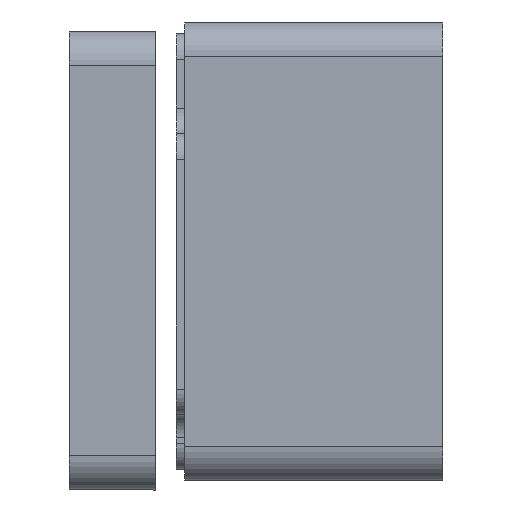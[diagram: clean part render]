
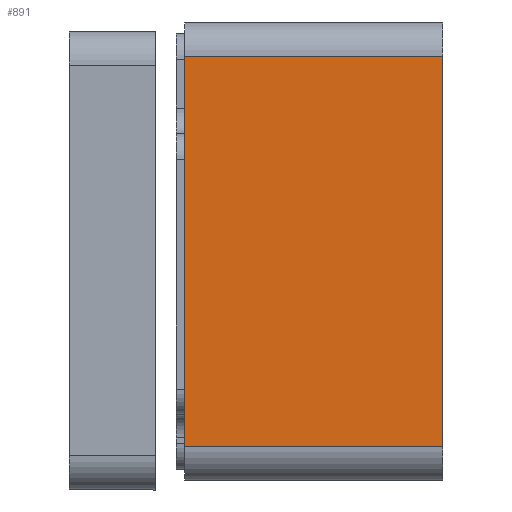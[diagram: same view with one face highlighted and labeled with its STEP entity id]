
A CAD part, left-side view. The second image highlights one B-rep face of the part: STEP entity #891.
In plain terms, the highlighted planar face has unit normal (-1, 0, 0).
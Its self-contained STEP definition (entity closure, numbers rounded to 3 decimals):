
#745 = LINE ( 'NONE', #13662, #17985 ) ;
#891 = ADVANCED_FACE ( 'NONE', ( #18765 ), #24195, .F. ) ;
#1167 = AXIS2_PLACEMENT_3D ( 'NONE', #18882, #12949, #2007 ) ;
#1211 = CARTESIAN_POINT ( 'NONE',  ( -70., 45., -34. ) ) ;
#2007 = DIRECTION ( 'NONE',  ( 0., 0., -1. ) ) ;
#2307 = CARTESIAN_POINT ( 'NONE',  ( -70., 45., 34. ) ) ;
#2988 = ORIENTED_EDGE ( 'NONE', *, *, #16528, .F. ) ;
#3094 = VECTOR ( 'NONE', #16019, 1000. ) ;
#3528 = ORIENTED_EDGE ( 'NONE', *, *, #22079, .T. ) ;
#5849 = DIRECTION ( 'NONE',  ( 0., 0., 1. ) ) ;
#5971 = VERTEX_POINT ( 'NONE', #6188 ) ;
#6188 = CARTESIAN_POINT ( 'NONE',  ( -70., 45., -34. ) ) ;
#6378 = EDGE_LOOP ( 'NONE', ( #16387, #7493, #2988, #3528 ) ) ;
#7493 = ORIENTED_EDGE ( 'NONE', *, *, #15979, .T. ) ;
#8572 = CARTESIAN_POINT ( 'NONE',  ( -70., 0., -34. ) ) ;
#8711 = VERTEX_POINT ( 'NONE', #2307 ) ;
#8929 = DIRECTION ( 'NONE',  ( 0., 0., 1. ) ) ;
#10601 = CARTESIAN_POINT ( 'NONE',  ( -70., 45., 34. ) ) ;
#11374 = VECTOR ( 'NONE', #8929, 1000. ) ;
#12233 = CARTESIAN_POINT ( 'NONE',  ( -70., 0., 34. ) ) ;
#12274 = LINE ( 'NONE', #1211, #23761 ) ;
#12616 = CARTESIAN_POINT ( 'NONE',  ( -70., 45., -40. ) ) ;
#12949 = DIRECTION ( 'NONE',  ( 1., 0., 0. ) ) ;
#13662 = CARTESIAN_POINT ( 'NONE',  ( -70., 0., -40. ) ) ;
#13894 = EDGE_CURVE ( 'NONE', #18441, #23155, #745, .T. ) ;
#15979 = EDGE_CURVE ( 'NONE', #23155, #8711, #24060, .T. ) ;
#16019 = DIRECTION ( 'NONE',  ( 0., 1., 0. ) ) ;
#16387 = ORIENTED_EDGE ( 'NONE', *, *, #13894, .T. ) ;
#16528 = EDGE_CURVE ( 'NONE', #5971, #8711, #21743, .T. ) ;
#17985 = VECTOR ( 'NONE', #5849, 1000. ) ;
#18340 = DIRECTION ( 'NONE',  ( 0., -1., 0. ) ) ;
#18441 = VERTEX_POINT ( 'NONE', #8572 ) ;
#18765 = FACE_OUTER_BOUND ( 'NONE', #6378, .T. ) ;
#18882 = CARTESIAN_POINT ( 'NONE',  ( -70., 45., -40. ) ) ;
#21743 = LINE ( 'NONE', #12616, #11374 ) ;
#22079 = EDGE_CURVE ( 'NONE', #5971, #18441, #12274, .T. ) ;
#23155 = VERTEX_POINT ( 'NONE', #12233 ) ;
#23761 = VECTOR ( 'NONE', #18340, 1000. ) ;
#24060 = LINE ( 'NONE', #10601, #3094 ) ;
#24195 = PLANE ( 'NONE',  #1167 ) ;
